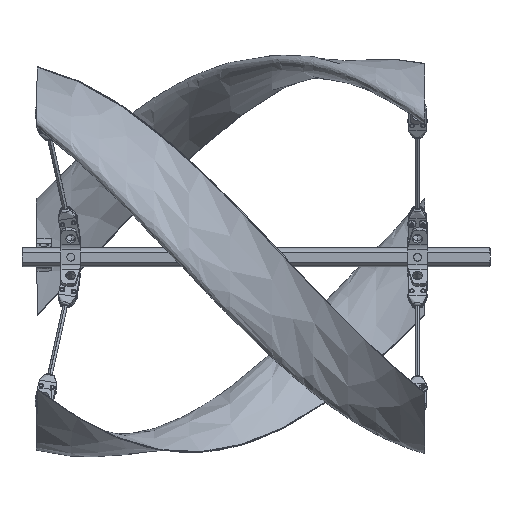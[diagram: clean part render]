
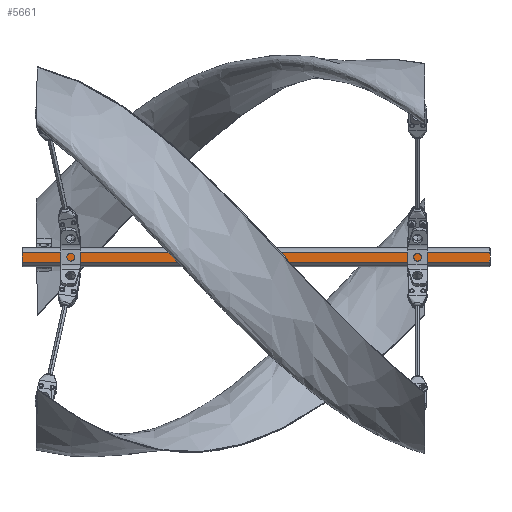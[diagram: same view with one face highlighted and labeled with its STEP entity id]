
A CAD part, left-side view. The second image highlights one B-rep face of the part: STEP entity #5661.
In plain terms, the highlighted face is planar.
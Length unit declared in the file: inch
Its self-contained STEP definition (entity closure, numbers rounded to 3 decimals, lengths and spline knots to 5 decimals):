
#56 = DIRECTION ( 'NONE',  ( 0., 0., 1. ) ) ;
#261 = CARTESIAN_POINT ( 'NONE',  ( -0.125, 0.21651, 5.975 ) ) ;
#332 = CARTESIAN_POINT ( 'NONE',  ( -0.08339, 0.21651, 5.99397 ) ) ;
#342 = LINE ( 'NONE', #3079, #2474 ) ;
#415 = CARTESIAN_POINT ( 'NONE',  ( -0.06124, 0.21651, -6. ) ) ;
#777 = VERTEX_POINT ( 'NONE', #1474 ) ;
#858 = CARTESIAN_POINT ( 'NONE',  ( 0.06124, 0.21651, -6. ) ) ;
#921 = LINE ( 'NONE', #6247, #6959 ) ;
#1112 = VERTEX_POINT ( 'NONE', #858 ) ;
#1146 = DIRECTION ( 'NONE',  ( 1., 0., 0. ) ) ;
#1228 = CARTESIAN_POINT ( 'NONE',  ( 0.125, 0.21651, -5.975 ) ) ;
#1380 = PLANE ( 'NONE',  #4468 ) ;
#1474 = CARTESIAN_POINT ( 'NONE',  ( -0.06124, 0.21651, 6. ) ) ;
#1542 = CARTESIAN_POINT ( 'NONE',  ( 0.08339, 0.21651, -5.99397 ) ) ;
#1557 = EDGE_CURVE ( 'NONE', #3582, #1112, #921, .T. ) ;
#1563 = CARTESIAN_POINT ( 'NONE',  ( 0.06124, 0.21651, 6. ) ) ;
#1589 = VERTEX_POINT ( 'NONE', #1228 ) ;
#1668 = EDGE_CURVE ( 'NONE', #6280, #3705, #3887, .T. ) ;
#1821 = ORIENTED_EDGE ( 'NONE', *, *, #2758, .F. ) ;
#1907 = DIRECTION ( 'NONE',  ( 0., -1., 0. ) ) ;
#2239 = CARTESIAN_POINT ( 'NONE',  ( -0.1045, 0.21651, 5.98525 ) ) ;
#2310 = ORIENTED_EDGE ( 'NONE', *, *, #1557, .F. ) ;
#2474 = VECTOR ( 'NONE', #8386, 39.37008 ) ;
#2564 = CARTESIAN_POINT ( 'NONE',  ( 0.125, 0.21651, 5.975 ) ) ;
#2600 = CARTESIAN_POINT ( 'NONE',  ( -0.125, 0.21651, -5.975 ) ) ;
#2718 = ORIENTED_EDGE ( 'NONE', *, *, #5107, .T. ) ;
#2742 = ORIENTED_EDGE ( 'NONE', *, *, #4162, .T. ) ;
#2758 = EDGE_CURVE ( 'NONE', #1589, #5554, #342, .T. ) ;
#2947 = EDGE_CURVE ( 'NONE', #3582, #6280, #3885, .T. ) ;
#3079 = CARTESIAN_POINT ( 'NONE',  ( 0.125, 0.21651, -6. ) ) ;
#3316 = CARTESIAN_POINT ( 'NONE',  ( -0.125, 0.21651, -6. ) ) ;
#3582 = VERTEX_POINT ( 'NONE', #415 ) ;
#3602 = VECTOR ( 'NONE', #1146, 39.37008 ) ;
#3621 = CARTESIAN_POINT ( 'NONE',  ( -0.125, 0.21651, 5.975 ) ) ;
#3705 = VERTEX_POINT ( 'NONE', #261 ) ;
#3885 = B_SPLINE_CURVE_WITH_KNOTS ( 'NONE', 3,
 ( #8610, #6621, #5795, #2600 ),
 .UNSPECIFIED., .F., .F.,
 ( 4, 4 ),
 ( 0., 0.00174 ),
 .UNSPECIFIED. ) ;
#3887 = LINE ( 'NONE', #3316, #7101 ) ;
#4085 = FACE_OUTER_BOUND ( 'NONE', #4220, .T. ) ;
#4162 = EDGE_CURVE ( 'NONE', #3705, #777, #5634, .T. ) ;
#4220 = EDGE_LOOP ( 'NONE', ( #1821, #7391, #2310, #6780, #4496, #2742, #2718, #5481 ) ) ;
#4392 = CARTESIAN_POINT ( 'NONE',  ( 0.06124, 0.21651, 6. ) ) ;
#4468 = AXIS2_PLACEMENT_3D ( 'NONE', #6761, #1907, #5232 ) ;
#4496 = ORIENTED_EDGE ( 'NONE', *, *, #1668, .T. ) ;
#5107 = EDGE_CURVE ( 'NONE', #777, #6174, #5918, .T. ) ;
#5210 = B_SPLINE_CURVE_WITH_KNOTS ( 'NONE', 3,
 ( #4392, #6458, #7782, #8483 ),
 .UNSPECIFIED., .F., .F.,
 ( 4, 4 ),
 ( 0., 0.00174 ),
 .UNSPECIFIED. ) ;
#5232 = DIRECTION ( 'NONE',  ( 0., 0., -1. ) ) ;
#5481 = ORIENTED_EDGE ( 'NONE', *, *, #6627, .T. ) ;
#5554 = VERTEX_POINT ( 'NONE', #2564 ) ;
#5591 = DIRECTION ( 'NONE',  ( 1., 0., 0. ) ) ;
#5634 = B_SPLINE_CURVE_WITH_KNOTS ( 'NONE', 3,
 ( #3621, #2239, #332, #5741 ),
 .UNSPECIFIED., .F., .F.,
 ( 4, 4 ),
 ( 0., 0.00174 ),
 .UNSPECIFIED. ) ;
#5661 = ADVANCED_FACE ( 'NONE', ( #4085 ), #1380, .F. ) ;
#5741 = CARTESIAN_POINT ( 'NONE',  ( -0.06124, 0.21651, 6. ) ) ;
#5795 = CARTESIAN_POINT ( 'NONE',  ( -0.1045, 0.21651, -5.98525 ) ) ;
#5810 = EDGE_CURVE ( 'NONE', #1589, #1112, #5844, .T. ) ;
#5844 = B_SPLINE_CURVE_WITH_KNOTS ( 'NONE', 3,
 ( #6096, #7502, #1542, #6986 ),
 .UNSPECIFIED., .F., .F.,
 ( 4, 4 ),
 ( 0., 0.00174 ),
 .UNSPECIFIED. ) ;
#5918 = LINE ( 'NONE', #8593, #3602 ) ;
#6096 = CARTESIAN_POINT ( 'NONE',  ( 0.125, 0.21651, -5.975 ) ) ;
#6174 = VERTEX_POINT ( 'NONE', #1563 ) ;
#6247 = CARTESIAN_POINT ( 'NONE',  ( -0.125, 0.21651, -6. ) ) ;
#6280 = VERTEX_POINT ( 'NONE', #7751 ) ;
#6458 = CARTESIAN_POINT ( 'NONE',  ( 0.08339, 0.21651, 5.99397 ) ) ;
#6621 = CARTESIAN_POINT ( 'NONE',  ( -0.08339, 0.21651, -5.99397 ) ) ;
#6627 = EDGE_CURVE ( 'NONE', #6174, #5554, #5210, .T. ) ;
#6761 = CARTESIAN_POINT ( 'NONE',  ( -0.125, 0.21651, -6. ) ) ;
#6780 = ORIENTED_EDGE ( 'NONE', *, *, #2947, .T. ) ;
#6959 = VECTOR ( 'NONE', #5591, 39.37008 ) ;
#6986 = CARTESIAN_POINT ( 'NONE',  ( 0.06124, 0.21651, -6. ) ) ;
#7101 = VECTOR ( 'NONE', #56, 39.37008 ) ;
#7391 = ORIENTED_EDGE ( 'NONE', *, *, #5810, .T. ) ;
#7502 = CARTESIAN_POINT ( 'NONE',  ( 0.1045, 0.21651, -5.98525 ) ) ;
#7751 = CARTESIAN_POINT ( 'NONE',  ( -0.125, 0.21651, -5.975 ) ) ;
#7782 = CARTESIAN_POINT ( 'NONE',  ( 0.1045, 0.21651, 5.98525 ) ) ;
#8386 = DIRECTION ( 'NONE',  ( 0., 0., 1. ) ) ;
#8483 = CARTESIAN_POINT ( 'NONE',  ( 0.125, 0.21651, 5.975 ) ) ;
#8593 = CARTESIAN_POINT ( 'NONE',  ( -0.125, 0.21651, 6. ) ) ;
#8610 = CARTESIAN_POINT ( 'NONE',  ( -0.06124, 0.21651, -6. ) ) ;
